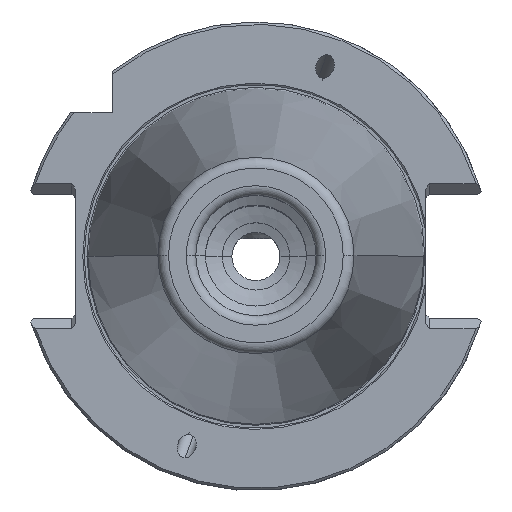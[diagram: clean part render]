
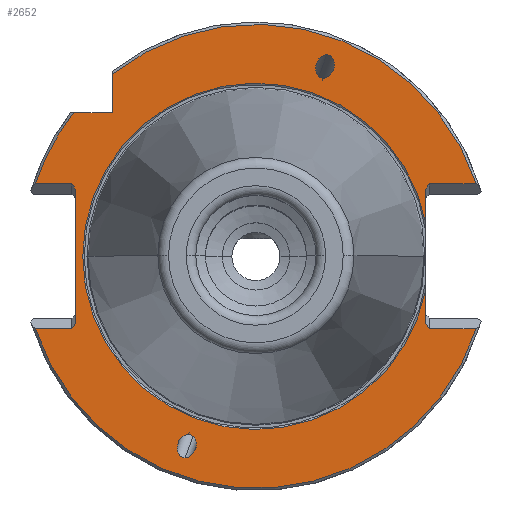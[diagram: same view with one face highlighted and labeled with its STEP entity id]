
A CAD part, top view. The second image highlights one B-rep face of the part: STEP entity #2652.
In plain terms, the highlighted planar face has unit normal (0, 0, 1).
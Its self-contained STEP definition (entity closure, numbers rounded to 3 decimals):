
#990=VERTEX_POINT('NONE',#2848);
#1024=EDGE_CURVE('NONE',#1940,#2216,#2888,.T.);
#1118=EDGE_CURVE('NONE',#1226,#990,#2993,.T.);
#1120=EDGE_CURVE('NONE',#1886,#1490,#2995,.T.);
#1134=EDGE_CURVE('NONE',#2752,#2218,#3010,.T.);
#1150=EDGE_CURVE('NONE',#2192,#1620,#3026,.T.);
#1200=EDGE_CURVE('NONE',#2216,#2054,#3083,.T.);
#1220=VERTEX_POINT('NONE',#3108);
#1226=VERTEX_POINT('NONE',#3114);
#1252=EDGE_CURVE('NONE',#1760,#2082,#3140,.T.);
#1270=VERTEX_POINT('NONE',#3159);
#1276=EDGE_CURVE('NONE',#1226,#2082,#3167,.T.);
#1364=EDGE_CURVE('NONE',#2228,#1220,#3266,.T.);
#1412=EDGE_CURVE('NONE',#1220,#2228,#3316,.T.);
#1434=VERTEX_POINT('NONE',#3339);
#1490=VERTEX_POINT('NONE',#3403);
#1530=EDGE_CURVE('NONE',#1870,#1270,#3447,.T.);
#1608=EDGE_CURVE('NONE',#1270,#2054,#3536,.T.);
#1616=EDGE_CURVE('NONE',#1886,#990,#3544,.T.);
#1620=VERTEX_POINT('NONE',#3548);
#1636=EDGE_CURVE('NONE',#1714,#1434,#3565,.T.);
#1714=VERTEX_POINT('NONE',#3646);
#1760=VERTEX_POINT('NONE',#3698);
#1824=EDGE_CURVE('NONE',#1870,#1490,#3767,.T.);
#1870=VERTEX_POINT('NONE',#3814);
#1886=VERTEX_POINT('NONE',#3832);
#1940=VERTEX_POINT('NONE',#3898);
#2016=EDGE_CURVE('NONE',#1434,#1714,#3981,.T.);
#2054=VERTEX_POINT('NONE',#4020);
#2082=VERTEX_POINT('NONE',#4053);
#2116=EDGE_CURVE('NONE',#1760,#2740,#4090,.T.);
#2192=VERTEX_POINT('NONE',#4176);
#2216=VERTEX_POINT('NONE',#4201);
#2218=VERTEX_POINT('NONE',#4203);
#2228=VERTEX_POINT('NONE',#4216);
#2262=VERTEX_POINT('NONE',#4252);
#2310=EDGE_CURVE('NONE',#2218,#1940,#4305,.T.);
#2406=EDGE_CURVE('NONE',#2262,#2730,#4413,.T.);
#2418=EDGE_CURVE('NONE',#2752,#2192,#4427,.T.);
#2474=EDGE_CURVE('NONE',#2730,#1620,#4491,.T.);
#2628=EDGE_CURVE('NONE',#2740,#2262,#4667,.T.);
#2652=ADVANCED_FACE('NONE',(#4692,#4693,#4694),#4695,.F.);
#2730=VERTEX_POINT('NONE',#4781);
#2740=VERTEX_POINT('NONE',#4792);
#2752=VERTEX_POINT('NONE',#4807);
#2848=CARTESIAN_POINT('',(-37.5,13.989,-1.5));
#2888=LINE('',#4989,#4990);
#2993=LINE('',#5129,#5130);
#2995=LINE('',#5133,#5134);
#3010=LINE('',#5154,#5155);
#3026=CIRCLE('',#5184,36.0);
#3083=CIRCLE('',#5259,48.225);
#3108=CARTESIAN_POINT('',(-14.702,-41.887,-1.5));
#3114=CARTESIAN_POINT('',(-37.5,-13.989,-1.5));
#3140=LINE('',#5341,#5342);
#3159=CARTESIAN_POINT('',(-29.85,29.85,-1.5));
#3167=LINE('',#5381,#5382);
#3266=(B_SPLINE_CURVE(3,(#5540,#5541,#5542,#5543),.UNSPECIFIED.,.F.,.F.)B_SPLINE_CURVE_WITH_KNOTS((4,4),(2.87,6.011),.UNSPECIFIED.)RATIONAL_B_SPLINE_CURVE((1.0,0.333,0.333,1.0))BOUNDED_CURVE()REPRESENTATION_ITEM('')GEOMETRIC_REPRESENTATION_ITEM()CURVE());
#3316=(B_SPLINE_CURVE(3,(#5623,#5624,#5625,#5626),.UNSPECIFIED.,.F.,.F.)B_SPLINE_CURVE_WITH_KNOTS((4,4),(6.011,9.153),.UNSPECIFIED.)RATIONAL_B_SPLINE_CURVE((1.0,0.333,0.333,1.0))BOUNDED_CURVE()REPRESENTATION_ITEM('')GEOMETRIC_REPRESENTATION_ITEM()CURVE());
#3339=CARTESIAN_POINT('',(14.702,41.887,-1.5));
#3403=CARTESIAN_POINT('',(-45.816,15.05,-1.5));
#3447=LINE('',#5863,#5864);
#3536=LINE('',#5985,#5986);
#3544=LINE('',#5997,#5998);
#3548=CARTESIAN_POINT('',(35.3,-7.065,-1.5));
#3565=(B_SPLINE_CURVE(3,(#6034,#6035,#6036,#6037),.UNSPECIFIED.,.F.,.F.)B_SPLINE_CURVE_WITH_KNOTS((4,4),(2.87,6.011),.UNSPECIFIED.)RATIONAL_B_SPLINE_CURVE((1.0,0.333,0.333,1.0))BOUNDED_CURVE()REPRESENTATION_ITEM('')GEOMETRIC_REPRESENTATION_ITEM()CURVE());
#3646=CARTESIAN_POINT('',(14.027,37.047,-1.5));
#3698=CARTESIAN_POINT('',(-45.816,-15.05,-1.5));
#3767=CIRCLE('',#6393,48.225);
#3814=CARTESIAN_POINT('',(-37.876,29.85,-1.5));
#3832=CARTESIAN_POINT('',(-38.25,15.05,-1.5));
#3898=CARTESIAN_POINT('',(36.05,15.05,-1.5));
#3981=(B_SPLINE_CURVE(3,(#6761,#6762,#6763,#6764),.UNSPECIFIED.,.F.,.F.)B_SPLINE_CURVE_WITH_KNOTS((4,4),(6.011,9.153),.UNSPECIFIED.)RATIONAL_B_SPLINE_CURVE((1.0,0.333,0.333,1.0))BOUNDED_CURVE()REPRESENTATION_ITEM('')GEOMETRIC_REPRESENTATION_ITEM()CURVE());
#4020=CARTESIAN_POINT('',(-29.85,37.876,-1.5));
#4053=CARTESIAN_POINT('',(-38.25,-15.05,-1.5));
#4090=CIRCLE('',#6964,48.225);
#4176=CARTESIAN_POINT('',(-36.0,0.,-1.5));
#4201=CARTESIAN_POINT('',(45.816,15.05,-1.5));
#4203=CARTESIAN_POINT('',(35.3,13.989,-1.5));
#4216=CARTESIAN_POINT('',(-14.027,-37.047,-1.5));
#4252=CARTESIAN_POINT('',(36.05,-15.05,-1.5));
#4305=LINE('',#7337,#7338);
#4413=LINE('',#7493,#7494);
#4427=CIRCLE('',#7512,36.0);
#4491=LINE('',#7616,#7617);
#4667=LINE('',#7884,#7885);
#4692=FACE_OUTER_BOUND('',#7928,.T.);
#4693=FACE_BOUND('',#7929,.T.);
#4694=FACE_BOUND('',#7930,.T.);
#4695=PLANE('',#7931);
#4781=CARTESIAN_POINT('',(35.3,-13.989,-1.5));
#4792=CARTESIAN_POINT('',(45.816,-15.05,-1.5));
#4807=CARTESIAN_POINT('',(35.3,7.065,-1.5));
#4989=CARTESIAN_POINT('',(0.,15.05,-1.5));
#4990=VECTOR('',#8331,1000.0);
#5129=CARTESIAN_POINT('',(-37.5,-35.144,-1.5));
#5130=VECTOR('',#8470,1000.0);
#5133=CARTESIAN_POINT('',(0.,15.05,-1.5));
#5134=VECTOR('',#8471,1000.0);
#5154=CARTESIAN_POINT('',(35.3,-35.144,-1.5));
#5155=VECTOR('',#8482,1000.0);
#5184=AXIS2_PLACEMENT_3D('',#8497,#8498,#8499);
#5259=AXIS2_PLACEMENT_3D('',#8563,#8564,#8565);
#5341=CARTESIAN_POINT('',(0.,-15.05,-1.5));
#5342=VECTOR('',#8623,1000.0);
#5381=CARTESIAN_POINT('',(-34.972,-10.415,-1.5));
#5382=VECTOR('',#8644,1000.0);
#5540=CARTESIAN_POINT('',(-14.027,-37.047,-1.5));
#5541=CARTESIAN_POINT('',(-10.132,-37.047,-1.5));
#5542=CARTESIAN_POINT('',(-10.807,-41.887,-1.5));
#5543=CARTESIAN_POINT('',(-14.702,-41.887,-1.5));
#5623=CARTESIAN_POINT('',(-14.702,-41.887,-1.5));
#5624=CARTESIAN_POINT('',(-18.598,-41.887,-1.5));
#5625=CARTESIAN_POINT('',(-17.923,-37.047,-1.5));
#5626=CARTESIAN_POINT('',(-14.027,-37.047,-1.5));
#5863=CARTESIAN_POINT('',(-49.85,29.85,-1.5));
#5864=VECTOR('',#8929,1000.0);
#5985=CARTESIAN_POINT('',(-29.85,29.85,-1.5));
#5986=VECTOR('',#9035,1000.0);
#5997=CARTESIAN_POINT('',(-1.838,-36.444,-1.5));
#5998=VECTOR('',#9042,1000.0);
#6034=CARTESIAN_POINT('',(14.027,37.047,-1.5));
#6035=CARTESIAN_POINT('',(10.132,37.047,-1.5));
#6036=CARTESIAN_POINT('',(10.807,41.887,-1.5));
#6037=CARTESIAN_POINT('',(14.702,41.887,-1.5));
#6393=AXIS2_PLACEMENT_3D('',#9249,#9250,#9251);
#6761=CARTESIAN_POINT('',(14.702,41.887,-1.5));
#6762=CARTESIAN_POINT('',(18.598,41.887,-1.5));
#6763=CARTESIAN_POINT('',(17.923,37.047,-1.5));
#6764=CARTESIAN_POINT('',(14.027,37.047,-1.5));
#6964=AXIS2_PLACEMENT_3D('',#9592,#9593,#9594);
#7337=CARTESIAN_POINT('',(0.372,-35.407,-1.5));
#7338=VECTOR('',#9837,1000.0);
#7493=CARTESIAN_POINT('',(33.506,-11.452,-1.5));
#7494=VECTOR('',#9989,1000.0);
#7512=AXIS2_PLACEMENT_3D('',#10010,#10011,#10012);
#7616=CARTESIAN_POINT('',(35.3,-35.144,-1.5));
#7617=VECTOR('',#10108,1000.0);
#7884=CARTESIAN_POINT('',(0.,-15.05,-1.5));
#7885=VECTOR('',#10352,1000.0);
#7928=EDGE_LOOP('',(#10373,#10374,#10375,#10376,#10377,#10378,#10379,#10380,#10381,#10382,#10383,#10384,#10385,#10386,#10387,#10388,#10389,#10390));
#7929=EDGE_LOOP('',(#10391,#10392));
#7930=EDGE_LOOP('',(#10393,#10394));
#7931=AXIS2_PLACEMENT_3D('',#10395,#10396,#10397);
#8331=DIRECTION('',(1.0,0.,0.));
#8470=DIRECTION('',(0.,1.0,0.));
#8471=DIRECTION('',(-1.0,0.,0.));
#8482=DIRECTION('',(0.,1.0,0.));
#8497=CARTESIAN_POINT('',(0.,0.,-1.5));
#8498=DIRECTION('',(0.,0.,1.0));
#8499=DIRECTION('',(1.0,0.,0.));
#8563=CARTESIAN_POINT('',(0.,0.,-1.5));
#8564=DIRECTION('',(0.,0.,1.0));
#8565=DIRECTION('',(1.0,0.,0.));
#8623=DIRECTION('',(1.0,0.,0.));
#8644=DIRECTION('',(-0.577,-0.816,0.));
#8929=DIRECTION('',(1.0,0.,0.));
#9035=DIRECTION('',(0.,1.0,0.));
#9042=DIRECTION('',(0.577,-0.816,0.));
#9249=CARTESIAN_POINT('',(0.,0.,-1.5));
#9250=DIRECTION('',(0.,0.,1.0));
#9251=DIRECTION('',(1.0,0.,0.));
#9592=CARTESIAN_POINT('',(0.,0.,-1.5));
#9593=DIRECTION('',(0.,0.,1.0));
#9594=DIRECTION('',(1.0,0.,0.));
#9837=DIRECTION('',(0.577,0.816,0.));
#9989=DIRECTION('',(-0.577,0.816,0.));
#10010=CARTESIAN_POINT('',(0.,0.,-1.5));
#10011=DIRECTION('',(0.,0.,1.0));
#10012=DIRECTION('',(1.0,0.,0.));
#10108=DIRECTION('',(0.,1.0,0.));
#10352=DIRECTION('',(-1.0,0.,0.));
#10373=ORIENTED_EDGE('',*,*,#1252,.F.);
#10374=ORIENTED_EDGE('',*,*,#2116,.T.);
#10375=ORIENTED_EDGE('',*,*,#2628,.T.);
#10376=ORIENTED_EDGE('',*,*,#2406,.T.);
#10377=ORIENTED_EDGE('',*,*,#2474,.T.);
#10378=ORIENTED_EDGE('',*,*,#1150,.F.);
#10379=ORIENTED_EDGE('',*,*,#2418,.F.);
#10380=ORIENTED_EDGE('',*,*,#1134,.T.);
#10381=ORIENTED_EDGE('',*,*,#2310,.T.);
#10382=ORIENTED_EDGE('',*,*,#1024,.T.);
#10383=ORIENTED_EDGE('',*,*,#1200,.T.);
#10384=ORIENTED_EDGE('',*,*,#1608,.F.);
#10385=ORIENTED_EDGE('',*,*,#1530,.F.);
#10386=ORIENTED_EDGE('',*,*,#1824,.T.);
#10387=ORIENTED_EDGE('',*,*,#1120,.F.);
#10388=ORIENTED_EDGE('',*,*,#1616,.T.);
#10389=ORIENTED_EDGE('',*,*,#1118,.F.);
#10390=ORIENTED_EDGE('',*,*,#1276,.T.);
#10391=ORIENTED_EDGE('',*,*,#1412,.T.);
#10392=ORIENTED_EDGE('',*,*,#1364,.T.);
#10393=ORIENTED_EDGE('',*,*,#2016,.T.);
#10394=ORIENTED_EDGE('',*,*,#1636,.T.);
#10395=CARTESIAN_POINT('',(0.,-35.144,-1.5));
#10396=DIRECTION('',(0.,0.,-1.0));
#10397=DIRECTION('',(0.,-1.0,0.));
